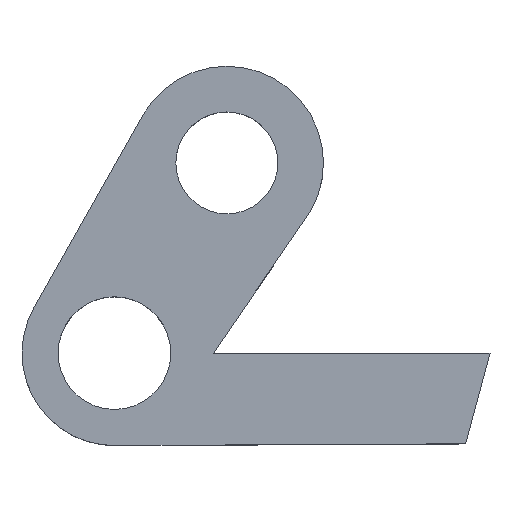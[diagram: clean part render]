
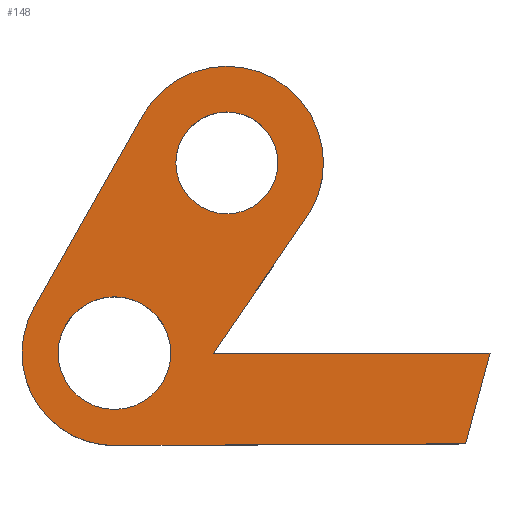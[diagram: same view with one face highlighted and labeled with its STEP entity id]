
A CAD part, top view. The second image highlights one B-rep face of the part: STEP entity #148.
In plain terms, the highlighted planar face has unit normal (0, 0, 1).
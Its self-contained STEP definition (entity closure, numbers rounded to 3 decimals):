
#5 = CARTESIAN_POINT ( 'NONE',  ( 0., 0., 10. ) ) ;
#13 = VERTEX_POINT ( 'NONE', #396 ) ;
#16 = LINE ( 'NONE', #460, #123 ) ;
#17 = ORIENTED_EDGE ( 'NONE', *, *, #36, .T. ) ;
#25 = LINE ( 'NONE', #428, #58 ) ;
#29 = VERTEX_POINT ( 'NONE', #360 ) ;
#31 = CARTESIAN_POINT ( 'NONE',  ( 0., 0., 10. ) ) ;
#33 = EDGE_LOOP ( 'NONE', ( #209, #284 ) ) ;
#36 = EDGE_CURVE ( 'NONE', #133, #230, #461, .T. ) ;
#41 = DIRECTION ( 'NONE',  ( 0., 0., 1. ) ) ;
#43 = CARTESIAN_POINT ( 'NONE',  ( 10.536, -0.03, 10. ) ) ;
#50 = LINE ( 'NONE', #43, #332 ) ;
#58 = VECTOR ( 'NONE', #139, 1000. ) ;
#61 = EDGE_CURVE ( 'NONE', #171, #289, #326, .T. ) ;
#65 = VECTOR ( 'NONE', #317, 1000. ) ;
#73 = EDGE_CURVE ( 'NONE', #78, #410, #101, .T. ) ;
#78 = VERTEX_POINT ( 'NONE', #111 ) ;
#87 = LINE ( 'NONE', #234, #65 ) ;
#93 = AXIS2_PLACEMENT_3D ( 'NONE', #273, #225, #447 ) ;
#98 = VERTEX_POINT ( 'NONE', #117 ) ;
#101 = CIRCLE ( 'NONE', #402, 10.291 ) ;
#111 = CARTESIAN_POINT ( 'NONE',  ( 20.929, 15.19, 10. ) ) ;
#112 = EDGE_CURVE ( 'NONE', #381, #98, #183, .T. ) ;
#113 = EDGE_CURVE ( 'NONE', #98, #381, #241, .T. ) ;
#117 = CARTESIAN_POINT ( 'NONE',  ( -6., 0., 10. ) ) ;
#118 = ORIENTED_EDGE ( 'NONE', *, *, #178, .T. ) ;
#119 = FACE_BOUND ( 'NONE', #486, .T. ) ;
#123 = VECTOR ( 'NONE', #155, 1000. ) ;
#133 = VERTEX_POINT ( 'NONE', #481 ) ;
#139 = DIRECTION ( 'NONE',  ( -0.492, -0.87, 0. ) ) ;
#143 = EDGE_CURVE ( 'NONE', #233, #13, #351, .T. ) ;
#147 = DIRECTION ( 'NONE',  ( 1., 0., 0. ) ) ;
#148 = ADVANCED_FACE ( 'NONE', ( #409, #267, #119 ), #347, .T. ) ;
#151 = AXIS2_PLACEMENT_3D ( 'NONE', #242, #451, #392 ) ;
#155 = DIRECTION ( 'NONE',  ( 1., 0.005, 0. ) ) ;
#166 = ORIENTED_EDGE ( 'NONE', *, *, #237, .T. ) ;
#171 = VERTEX_POINT ( 'NONE', #231 ) ;
#173 = ORIENTED_EDGE ( 'NONE', *, *, #328, .T. ) ;
#177 = CIRCLE ( 'NONE', #221, 5.429 ) ;
#178 = EDGE_CURVE ( 'NONE', #230, #29, #87, .T. ) ;
#183 = CIRCLE ( 'NONE', #477, 6. ) ;
#185 = ORIENTED_EDGE ( 'NONE', *, *, #255, .F. ) ;
#189 = ORIENTED_EDGE ( 'NONE', *, *, #287, .T. ) ;
#195 = DIRECTION ( 'NONE',  ( 1., 0., 0. ) ) ;
#201 = ORIENTED_EDGE ( 'NONE', *, *, #358, .T. ) ;
#205 = CARTESIAN_POINT ( 'NONE',  ( 17.4, 20.257, 10. ) ) ;
#209 = ORIENTED_EDGE ( 'NONE', *, *, #113, .F. ) ;
#210 = CARTESIAN_POINT ( 'NONE',  ( 6., 0., 10. ) ) ;
#212 = CARTESIAN_POINT ( 'NONE',  ( 3.016, 25.328, 10. ) ) ;
#221 = AXIS2_PLACEMENT_3D ( 'NONE', #388, #277, #195 ) ;
#225 = DIRECTION ( 'NONE',  ( 0., 0., 1. ) ) ;
#227 = DIRECTION ( 'NONE',  ( 0., 0., 1. ) ) ;
#230 = VERTEX_POINT ( 'NONE', #359 ) ;
#231 = CARTESIAN_POINT ( 'NONE',  ( 6.542, 20.257, 10. ) ) ;
#232 = CARTESIAN_POINT ( 'NONE',  ( 0.049, -9.845, 10. ) ) ;
#233 = VERTEX_POINT ( 'NONE', #393 ) ;
#234 = CARTESIAN_POINT ( 'NONE',  ( 40., 0., 10. ) ) ;
#237 = EDGE_CURVE ( 'NONE', #29, #78, #50, .T. ) ;
#240 = VERTEX_POINT ( 'NONE', #232 ) ;
#241 = CIRCLE ( 'NONE', #292, 6. ) ;
#242 = CARTESIAN_POINT ( 'NONE',  ( 11.971, 20.257, 10. ) ) ;
#255 = EDGE_CURVE ( 'NONE', #289, #171, #177, .T. ) ;
#261 = ORIENTED_EDGE ( 'NONE', *, *, #73, .T. ) ;
#264 = AXIS2_PLACEMENT_3D ( 'NONE', #31, #41, #452 ) ;
#265 = AXIS2_PLACEMENT_3D ( 'NONE', #5, #416, #271 ) ;
#267 = FACE_OUTER_BOUND ( 'NONE', #281, .T. ) ;
#271 = DIRECTION ( 'NONE',  ( 1., 0., 0. ) ) ;
#273 = CARTESIAN_POINT ( 'NONE',  ( 11.971, 20.257, 10. ) ) ;
#277 = DIRECTION ( 'NONE',  ( 0., 0., 1. ) ) ;
#281 = EDGE_LOOP ( 'NONE', ( #118, #166, #261, #201, #483, #173, #189, #17 ) ) ;
#282 = DIRECTION ( 'NONE',  ( 0.259, 0.966, 0. ) ) ;
#284 = ORIENTED_EDGE ( 'NONE', *, *, #112, .F. ) ;
#287 = EDGE_CURVE ( 'NONE', #240, #133, #16, .T. ) ;
#289 = VERTEX_POINT ( 'NONE', #205 ) ;
#292 = AXIS2_PLACEMENT_3D ( 'NONE', #440, #227, #443 ) ;
#303 = CARTESIAN_POINT ( 'NONE',  ( 11.971, 20.257, 10. ) ) ;
#312 = CARTESIAN_POINT ( 'NONE',  ( 40., 0., 10. ) ) ;
#317 = DIRECTION ( 'NONE',  ( -1., -0.001, 0. ) ) ;
#326 = CIRCLE ( 'NONE', #151, 5.429 ) ;
#328 = EDGE_CURVE ( 'NONE', #13, #240, #366, .T. ) ;
#332 = VECTOR ( 'NONE', #380, 1000. ) ;
#334 = CARTESIAN_POINT ( 'NONE',  ( 0., 0., 10. ) ) ;
#347 = PLANE ( 'NONE',  #93 ) ;
#351 = CIRCLE ( 'NONE', #264, 9.845 ) ;
#356 = ORIENTED_EDGE ( 'NONE', *, *, #61, .F. ) ;
#358 = EDGE_CURVE ( 'NONE', #410, #233, #25, .T. ) ;
#359 = CARTESIAN_POINT ( 'NONE',  ( 40., 0., 10. ) ) ;
#360 = CARTESIAN_POINT ( 'NONE',  ( 10.536, -0.03, 10. ) ) ;
#366 = CIRCLE ( 'NONE', #265, 9.845 ) ;
#380 = DIRECTION ( 'NONE',  ( 0.564, 0.826, 0. ) ) ;
#381 = VERTEX_POINT ( 'NONE', #210 ) ;
#388 = CARTESIAN_POINT ( 'NONE',  ( 11.971, 20.257, 10. ) ) ;
#392 = DIRECTION ( 'NONE',  ( 1., 0., 0. ) ) ;
#393 = CARTESIAN_POINT ( 'NONE',  ( -8.569, 4.847, 10. ) ) ;
#396 = CARTESIAN_POINT ( 'NONE',  ( -9.845, 0., 10. ) ) ;
#397 = VECTOR ( 'NONE', #282, 1000. ) ;
#402 = AXIS2_PLACEMENT_3D ( 'NONE', #303, #484, #147 ) ;
#409 = FACE_BOUND ( 'NONE', #33, .T. ) ;
#410 = VERTEX_POINT ( 'NONE', #212 ) ;
#411 = DIRECTION ( 'NONE',  ( 0., 0., 1. ) ) ;
#416 = DIRECTION ( 'NONE',  ( 0., 0., 1. ) ) ;
#428 = CARTESIAN_POINT ( 'NONE',  ( -8.569, 4.847, 10. ) ) ;
#440 = CARTESIAN_POINT ( 'NONE',  ( 0., 0., 10. ) ) ;
#443 = DIRECTION ( 'NONE',  ( 1., 0., 0. ) ) ;
#447 = DIRECTION ( 'NONE',  ( 1., 0., 0. ) ) ;
#451 = DIRECTION ( 'NONE',  ( 0., 0., 1. ) ) ;
#452 = DIRECTION ( 'NONE',  ( 1., 0., 0. ) ) ;
#460 = CARTESIAN_POINT ( 'NONE',  ( 37.412, -9.659, 10. ) ) ;
#461 = LINE ( 'NONE', #312, #397 ) ;
#477 = AXIS2_PLACEMENT_3D ( 'NONE', #334, #411, #488 ) ;
#481 = CARTESIAN_POINT ( 'NONE',  ( 37.412, -9.659, 10. ) ) ;
#483 = ORIENTED_EDGE ( 'NONE', *, *, #143, .T. ) ;
#484 = DIRECTION ( 'NONE',  ( 0., 0., 1. ) ) ;
#486 = EDGE_LOOP ( 'NONE', ( #356, #185 ) ) ;
#488 = DIRECTION ( 'NONE',  ( 1., 0., 0. ) ) ;
